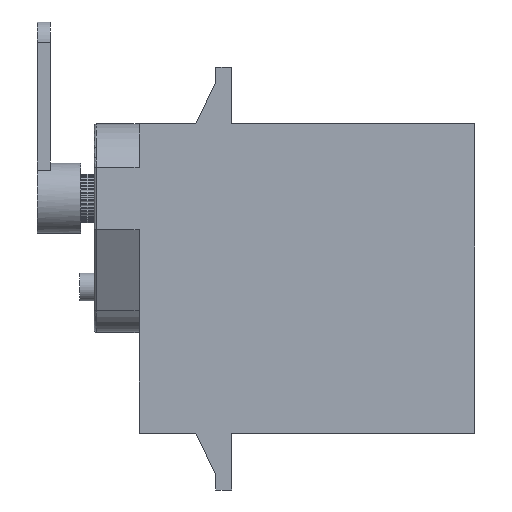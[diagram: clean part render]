
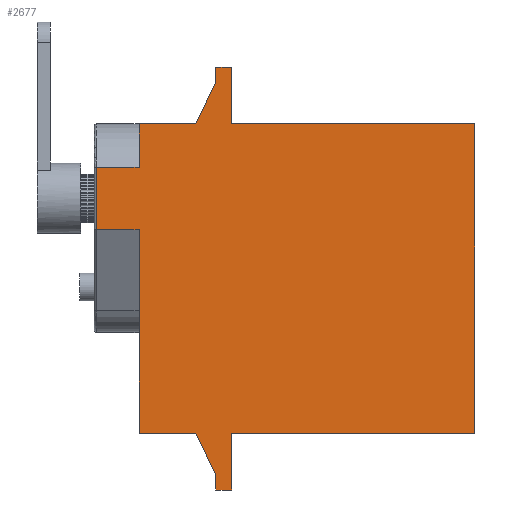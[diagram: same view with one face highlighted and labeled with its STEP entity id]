
A CAD part, left-side view. The second image highlights one B-rep face of the part: STEP entity #2677.
In plain terms, the highlighted planar face has unit normal (-1, 0, 0).
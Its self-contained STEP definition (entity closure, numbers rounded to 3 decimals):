
#75=PLANE('',#3036);
#219=FACE_OUTER_BOUND('',#375,.T.);
#375=EDGE_LOOP('',(#2389,#2390,#2391,#2392,#2393,#2394,#2395,#2396,#2397,
#2398,#2399,#2400,#2401,#2402,#2403,#2404,#2405,#2406));
#414=LINE('',#4040,#613);
#427=LINE('',#4071,#626);
#432=LINE('',#4080,#631);
#448=LINE('',#4114,#647);
#451=LINE('',#4120,#650);
#455=LINE('',#4127,#654);
#462=LINE('',#4185,#661);
#480=LINE('',#4227,#679);
#483=LINE('',#4232,#682);
#568=LINE('',#4735,#767);
#571=LINE('',#4743,#770);
#573=LINE('',#4747,#772);
#574=LINE('',#4750,#773);
#575=LINE('',#4751,#774);
#576=LINE('',#4753,#775);
#577=LINE('',#4755,#776);
#578=LINE('',#4756,#777);
#579=LINE('',#4757,#778);
#613=VECTOR('',#3150,10.);
#626=VECTOR('',#3175,10.);
#631=VECTOR('',#3184,10.);
#647=VECTOR('',#3212,10.);
#650=VECTOR('',#3217,10.);
#654=VECTOR('',#3223,10.);
#661=VECTOR('',#3258,10.);
#679=VECTOR('',#3296,10.);
#682=VECTOR('',#3301,10.);
#767=VECTOR('',#3890,10.);
#770=VECTOR('',#3901,10.);
#772=VECTOR('',#3905,10.);
#773=VECTOR('',#3910,10.);
#774=VECTOR('',#3911,10.);
#775=VECTOR('',#3912,10.);
#776=VECTOR('',#3913,10.);
#777=VECTOR('',#3914,10.);
#778=VECTOR('',#3915,10.);
#1013=VERTEX_POINT('',#4037);
#1014=VERTEX_POINT('',#4039);
#1025=VERTEX_POINT('',#4068);
#1026=VERTEX_POINT('',#4070);
#1028=VERTEX_POINT('',#4078);
#1039=VERTEX_POINT('',#4111);
#1040=VERTEX_POINT('',#4113);
#1041=VERTEX_POINT('',#4117);
#1042=VERTEX_POINT('',#4119);
#1051=VERTEX_POINT('',#4155);
#1057=VERTEX_POINT('',#4184);
#1070=VERTEX_POINT('',#4224);
#1071=VERTEX_POINT('',#4226);
#1072=VERTEX_POINT('',#4231);
#1238=VERTEX_POINT('',#4733);
#1240=VERTEX_POINT('',#4745);
#1241=VERTEX_POINT('',#4752);
#1242=VERTEX_POINT('',#4754);
#1289=EDGE_CURVE('',#1014,#1013,#414,.T.);
#1304=EDGE_CURVE('',#1026,#1025,#427,.T.);
#1309=EDGE_CURVE('',#1013,#1028,#432,.T.);
#1327=EDGE_CURVE('',#1040,#1039,#448,.T.);
#1330=EDGE_CURVE('',#1042,#1041,#451,.T.);
#1334=EDGE_CURVE('',#1041,#1040,#455,.T.);
#1351=EDGE_CURVE('',#1057,#1051,#462,.T.);
#1374=EDGE_CURVE('',#1071,#1070,#480,.T.);
#1377=EDGE_CURVE('',#1072,#1051,#483,.T.);
#1627=EDGE_CURVE('',#1238,#1057,#568,.T.);
#1631=EDGE_CURVE('',#1070,#1072,#571,.T.);
#1633=EDGE_CURVE('',#1238,#1240,#573,.T.);
#1634=EDGE_CURVE('',#1240,#1014,#574,.T.);
#1635=EDGE_CURVE('',#1028,#1026,#575,.T.);
#1636=EDGE_CURVE('',#1025,#1241,#576,.T.);
#1637=EDGE_CURVE('',#1241,#1242,#577,.T.);
#1638=EDGE_CURVE('',#1242,#1042,#578,.T.);
#1639=EDGE_CURVE('',#1039,#1071,#579,.T.);
#2389=ORIENTED_EDGE('',*,*,#1351,.F.);
#2390=ORIENTED_EDGE('',*,*,#1627,.F.);
#2391=ORIENTED_EDGE('',*,*,#1633,.T.);
#2392=ORIENTED_EDGE('',*,*,#1634,.T.);
#2393=ORIENTED_EDGE('',*,*,#1289,.T.);
#2394=ORIENTED_EDGE('',*,*,#1309,.T.);
#2395=ORIENTED_EDGE('',*,*,#1635,.T.);
#2396=ORIENTED_EDGE('',*,*,#1304,.T.);
#2397=ORIENTED_EDGE('',*,*,#1636,.T.);
#2398=ORIENTED_EDGE('',*,*,#1637,.T.);
#2399=ORIENTED_EDGE('',*,*,#1638,.T.);
#2400=ORIENTED_EDGE('',*,*,#1330,.T.);
#2401=ORIENTED_EDGE('',*,*,#1334,.T.);
#2402=ORIENTED_EDGE('',*,*,#1327,.T.);
#2403=ORIENTED_EDGE('',*,*,#1639,.T.);
#2404=ORIENTED_EDGE('',*,*,#1374,.T.);
#2405=ORIENTED_EDGE('',*,*,#1631,.T.);
#2406=ORIENTED_EDGE('',*,*,#1377,.T.);
#2677=ADVANCED_FACE('',(#219),#75,.T.);
#3036=AXIS2_PLACEMENT_3D('',#4749,#3908,#3909);
#3150=DIRECTION('',(0.,-0.429,-0.904));
#3175=DIRECTION('',(0.,0.,1.));
#3184=DIRECTION('',(0.,0.,-1.));
#3212=DIRECTION('',(0.,0.,-1.));
#3217=DIRECTION('',(0.,0.,1.));
#3223=DIRECTION('',(0.,1.,0.));
#3258=DIRECTION('',(0.,0.,1.));
#3296=DIRECTION('',(0.,1.,0.));
#3301=DIRECTION('',(0.,1.,0.));
#3890=DIRECTION('',(0.,1.,0.));
#3901=DIRECTION('',(0.,0.,-1.));
#3905=DIRECTION('',(0.,0.,-1.));
#3908=DIRECTION('center_axis',(-1.,0.,0.));
#3909=DIRECTION('ref_axis',(0.,0.,1.));
#3910=DIRECTION('',(0.,-1.,0.));
#3911=DIRECTION('',(0.,-1.,0.));
#3912=DIRECTION('',(0.,-1.,0.));
#3913=DIRECTION('',(0.,0.,1.));
#3914=DIRECTION('',(0.,1.,0.));
#3915=DIRECTION('',(0.,0.429,-0.904));
#4037=CARTESIAN_POINT('',(-6.15,19.6,-26.562));
#4039=CARTESIAN_POINT('',(-6.15,21.1,-23.4));
#4040=CARTESIAN_POINT('',(-6.15,19.6,-26.562));
#4068=CARTESIAN_POINT('',(-6.15,18.4,-23.4));
#4070=CARTESIAN_POINT('',(-6.15,18.4,-27.7));
#4071=CARTESIAN_POINT('',(-6.15,18.4,-23.4));
#4078=CARTESIAN_POINT('',(-6.15,19.6,-27.7));
#4080=CARTESIAN_POINT('',(-6.15,19.6,-27.7));
#4111=CARTESIAN_POINT('',(-6.15,19.6,3.162));
#4113=CARTESIAN_POINT('',(-6.15,19.6,4.3));
#4114=CARTESIAN_POINT('',(-6.15,19.6,3.162));
#4117=CARTESIAN_POINT('',(-6.15,18.4,4.3));
#4119=CARTESIAN_POINT('',(-6.15,18.4,0.));
#4120=CARTESIAN_POINT('',(-6.15,18.4,4.3));
#4127=CARTESIAN_POINT('',(-6.15,19.6,4.3));
#4155=CARTESIAN_POINT('',(-6.15,28.6,-3.291));
#4184=CARTESIAN_POINT('',(-6.15,28.6,-7.991));
#4185=CARTESIAN_POINT('',(-6.15,28.6,-9.8));
#4224=CARTESIAN_POINT('',(-6.15,25.4,0.));
#4226=CARTESIAN_POINT('',(-6.15,21.1,0.));
#4227=CARTESIAN_POINT('',(-6.15,25.4,0.));
#4231=CARTESIAN_POINT('',(-6.15,25.4,-3.291));
#4232=CARTESIAN_POINT('',(-6.15,25.4,-3.291));
#4733=CARTESIAN_POINT('',(-6.15,25.4,-7.991));
#4735=CARTESIAN_POINT('',(-6.15,25.4,-7.991));
#4743=CARTESIAN_POINT('',(-6.15,25.4,-23.4));
#4745=CARTESIAN_POINT('',(-6.15,25.4,-23.4));
#4747=CARTESIAN_POINT('',(-6.15,25.4,-23.4));
#4749=CARTESIAN_POINT('Origin',(-6.15,12.7,-11.7));
#4750=CARTESIAN_POINT('',(-6.15,21.1,-23.4));
#4751=CARTESIAN_POINT('',(-6.15,18.4,-27.7));
#4752=CARTESIAN_POINT('',(-6.15,0.,-23.4));
#4753=CARTESIAN_POINT('',(-6.15,0.,-23.4));
#4754=CARTESIAN_POINT('',(-6.15,0.,0.));
#4755=CARTESIAN_POINT('',(-6.15,0.,0.));
#4756=CARTESIAN_POINT('',(-6.15,18.4,0.));
#4757=CARTESIAN_POINT('',(-6.15,21.1,0.));
